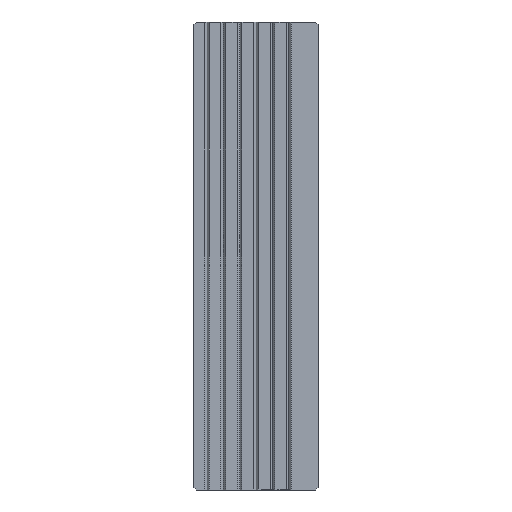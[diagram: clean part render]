
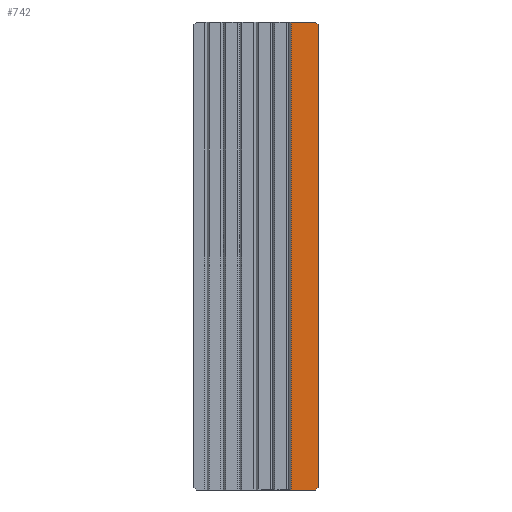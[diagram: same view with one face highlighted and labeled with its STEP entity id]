
A CAD part, left-side view. The second image highlights one B-rep face of the part: STEP entity #742.
In plain terms, the highlighted planar face has unit normal (-1, 0, 0).
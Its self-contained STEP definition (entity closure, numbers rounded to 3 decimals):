
#37 = FACE_OUTER_BOUND ( 'NONE', #1561, .T. ) ;
#260 = ORIENTED_EDGE ( 'NONE', *, *, #573, .F. ) ;
#262 = ORIENTED_EDGE ( 'NONE', *, *, #637, .T. ) ;
#263 = ORIENTED_EDGE ( 'NONE', *, *, #634, .T. ) ;
#264 = ORIENTED_EDGE ( 'NONE', *, *, #639, .T. ) ;
#265 = ORIENTED_EDGE ( 'NONE', *, *, #630, .T. ) ;
#353 = ORIENTED_EDGE ( 'NONE', *, *, #654, .F. ) ;
#391 = VERTEX_POINT ( 'NONE', #1805 ) ;
#392 = VERTEX_POINT ( 'NONE', #1807 ) ;
#405 = VERTEX_POINT ( 'NONE', #1787 ) ;
#407 = VERTEX_POINT ( 'NONE', #1785 ) ;
#461 = VERTEX_POINT ( 'NONE', #1955 ) ;
#573 = EDGE_CURVE ( 'NONE', #391, #405, #1444, .T. ) ;
#630 = EDGE_CURVE ( 'NONE', #461, #1647, #1334, .T. ) ;
#634 = EDGE_CURVE ( 'NONE', #391, #392, #1324, .T. ) ;
#637 = EDGE_CURVE ( 'NONE', #392, #461, #1318, .T. ) ;
#639 = EDGE_CURVE ( 'NONE', #1647, #407, #1314, .T. ) ;
#654 = EDGE_CURVE ( 'NONE', #405, #407, #1284, .T. ) ;
#742 = ADVANCED_FACE ( 'NONE', ( #37 ), #911, .T. ) ;
#810 = CARTESIAN_POINT ( 'NONE',  ( 0., 0., 99. ) ) ;
#899 = DIRECTION ( 'NONE',  ( 0., 0., 1. ) ) ;
#906 = DIRECTION ( 'NONE',  ( 0., -1., 0. ) ) ;
#908 = DIRECTION ( 'NONE',  ( -1., 0., 0. ) ) ;
#911 = PLANE ( 'NONE',  #1658 ) ;
#913 = CARTESIAN_POINT ( 'NONE',  ( 0., 53., -100. ) ) ;
#1043 = DIRECTION ( 'NONE',  ( 0., -1., 0. ) ) ;
#1044 = CARTESIAN_POINT ( 'NONE',  ( 0., 53., 100. ) ) ;
#1134 = DIRECTION ( 'NONE',  ( 0., 0.707, 0.707 ) ) ;
#1141 = CARTESIAN_POINT ( 'NONE',  ( 0., -73., 26. ) ) ;
#1153 = DIRECTION ( 'NONE',  ( 0., -0.707, 0.707 ) ) ;
#1161 = CARTESIAN_POINT ( 'NONE',  ( 0., 27., -126. ) ) ;
#1183 = DIRECTION ( 'NONE',  ( 0., -1., 0. ) ) ;
#1198 = CARTESIAN_POINT ( 'NONE',  ( 0., 53., -100. ) ) ;
#1281 = VECTOR ( 'NONE', #1043, 1000. ) ;
#1284 = LINE ( 'NONE', #1044, #1281 ) ;
#1311 = VECTOR ( 'NONE', #1134, 1000. ) ;
#1314 = LINE ( 'NONE', #1141, #1311 ) ;
#1315 = VECTOR ( 'NONE', #1153, 1000. ) ;
#1318 = LINE ( 'NONE', #1161, #1315 ) ;
#1321 = VECTOR ( 'NONE', #1183, 1000. ) ;
#1324 = LINE ( 'NONE', #1198, #1321 ) ;
#1329 = VECTOR ( 'NONE', #899, 1000. ) ;
#1334 = LINE ( 'NONE', #1697, #1329 ) ;
#1437 = VECTOR ( 'NONE', #1864, 1000. ) ;
#1444 = LINE ( 'NONE', #1872, #1437 ) ;
#1561 = EDGE_LOOP ( 'NONE', ( #260, #263, #262, #265, #264, #353 ) ) ;
#1647 = VERTEX_POINT ( 'NONE', #810 ) ;
#1658 = AXIS2_PLACEMENT_3D ( 'NONE', #913, #908, #906 ) ;
#1697 = CARTESIAN_POINT ( 'NONE',  ( 0., 0., -100. ) ) ;
#1785 = CARTESIAN_POINT ( 'NONE',  ( 0., 1., 100. ) ) ;
#1787 = CARTESIAN_POINT ( 'NONE',  ( 0., 11.5, 100. ) ) ;
#1805 = CARTESIAN_POINT ( 'NONE',  ( 0., 11.5, -100. ) ) ;
#1807 = CARTESIAN_POINT ( 'NONE',  ( 0., 1., -100. ) ) ;
#1864 = DIRECTION ( 'NONE',  ( 0., 0., 1. ) ) ;
#1872 = CARTESIAN_POINT ( 'NONE',  ( 0., 11.5, -100. ) ) ;
#1955 = CARTESIAN_POINT ( 'NONE',  ( 0., 0., -99. ) ) ;
